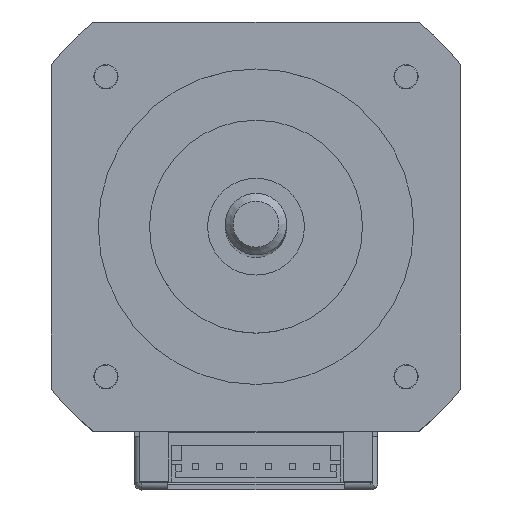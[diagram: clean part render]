
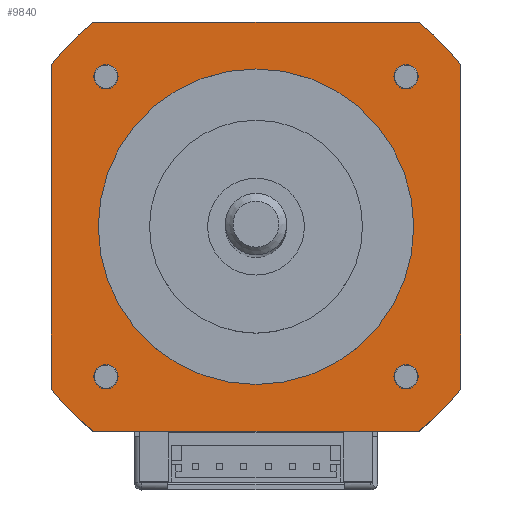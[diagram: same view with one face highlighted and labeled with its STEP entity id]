
A CAD part, top view. The second image highlights one B-rep face of the part: STEP entity #9840.
In plain terms, the highlighted planar face has unit normal (0, 0, 1).
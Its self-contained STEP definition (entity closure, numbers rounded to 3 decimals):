
#9318=CARTESIAN_POINT('',(16.3,0.,16.15));
#9319=VERTEX_POINT('',#9318);
#9320=CARTESIAN_POINT('',(0.,0.0,16.15));
#9321=DIRECTION('',(0.0,0.0,-1.0));
#9322=DIRECTION('',(-1.0,0.0,0.0));
#9323=AXIS2_PLACEMENT_3D('',#9320,#9321,#9322);
#9324=CIRCLE('',#9323,16.3);
#9325=EDGE_CURVE('',#9319,#9319,#9324,.T.);
#9494=CARTESIAN_POINT('',(21.15,16.783,16.15));
#9495=VERTEX_POINT('',#9494);
#9502=CARTESIAN_POINT('',(21.15,-16.783,16.15));
#9503=VERTEX_POINT('',#9502);
#9504=CARTESIAN_POINT('',(21.15,-16.783,16.15));
#9505=DIRECTION('',(0.0,1.0,0.0));
#9506=VECTOR('',#9505,33.567);
#9507=LINE('',#9504,#9506);
#9508=EDGE_CURVE('',#9503,#9495,#9507,.T.);
#9543=CARTESIAN_POINT('',(-16.783,21.15,16.15));
#9544=VERTEX_POINT('',#9543);
#9551=CARTESIAN_POINT('',(16.783,21.15,16.15));
#9552=VERTEX_POINT('',#9551);
#9553=CARTESIAN_POINT('',(16.783,21.15,16.15));
#9554=DIRECTION('',(-1.0,0.0,0.0));
#9555=VECTOR('',#9554,33.567);
#9556=LINE('',#9553,#9555);
#9557=EDGE_CURVE('',#9552,#9544,#9556,.T.);
#9656=CARTESIAN_POINT('',(-21.15,-16.783,16.15));
#9657=VERTEX_POINT('',#9656);
#9658=CARTESIAN_POINT('',(-16.783,-21.15,16.15));
#9659=VERTEX_POINT('',#9658);
#9660=CARTESIAN_POINT('',(0.,0.0,16.15));
#9661=DIRECTION('',(0.0,0.0,1.0));
#9662=DIRECTION('',(0.622,0.783,0.0));
#9663=AXIS2_PLACEMENT_3D('',#9660,#9661,#9662);
#9664=CIRCLE('',#9663,27.0);
#9665=EDGE_CURVE('',#9657,#9659,#9664,.T.);
#9716=CARTESIAN_POINT('',(-21.15,16.783,16.15));
#9717=VERTEX_POINT('',#9716);
#9718=CARTESIAN_POINT('',(-21.15,16.783,16.15));
#9719=DIRECTION('',(0.0,-1.0,0.0));
#9720=VECTOR('',#9719,33.567);
#9721=LINE('',#9718,#9720);
#9722=EDGE_CURVE('',#9717,#9657,#9721,.T.);
#9741=CARTESIAN_POINT('',(16.783,-21.15,16.15));
#9742=VERTEX_POINT('',#9741);
#9743=CARTESIAN_POINT('',(0.,0.0,16.15));
#9744=DIRECTION('',(0.0,0.0,1.0));
#9745=DIRECTION('',(-0.622,0.783,0.0));
#9746=AXIS2_PLACEMENT_3D('',#9743,#9744,#9745);
#9747=CIRCLE('',#9746,27.);
#9748=EDGE_CURVE('',#9742,#9503,#9747,.T.);
#9761=CARTESIAN_POINT('',(0.,0.,16.15));
#9762=DIRECTION('',(0.0,0.0,1.0));
#9763=DIRECTION('',(1.0,0.0,0.0));
#9764=AXIS2_PLACEMENT_3D('',#9761,#9762,#9763);
#9765=PLANE('',#9764);
#9766=ORIENTED_EDGE('',*,*,#9665,.T.);
#9767=CARTESIAN_POINT('',(-16.783,-21.15,16.15));
#9768=DIRECTION('',(1.0,0.0,0.0));
#9769=VECTOR('',#9768,33.567);
#9770=LINE('',#9767,#9769);
#9771=EDGE_CURVE('',#9659,#9742,#9770,.T.);
#9772=ORIENTED_EDGE('',*,*,#9771,.T.);
#9773=ORIENTED_EDGE('',*,*,#9748,.T.);
#9774=ORIENTED_EDGE('',*,*,#9508,.T.);
#9775=CARTESIAN_POINT('',(0.,0.0,16.15));
#9776=DIRECTION('',(0.0,0.0,1.0));
#9777=DIRECTION('',(-0.622,-0.783,0.0));
#9778=AXIS2_PLACEMENT_3D('',#9775,#9776,#9777);
#9779=CIRCLE('',#9778,27.0);
#9780=EDGE_CURVE('',#9495,#9552,#9779,.T.);
#9781=ORIENTED_EDGE('',*,*,#9780,.T.);
#9782=ORIENTED_EDGE('',*,*,#9557,.T.);
#9783=CARTESIAN_POINT('',(0.,0.0,16.15));
#9784=DIRECTION('',(0.0,0.0,1.0));
#9785=DIRECTION('',(0.622,-0.783,0.0));
#9786=AXIS2_PLACEMENT_3D('',#9783,#9784,#9785);
#9787=CIRCLE('',#9786,27.);
#9788=EDGE_CURVE('',#9544,#9717,#9787,.T.);
#9789=ORIENTED_EDGE('',*,*,#9788,.T.);
#9790=ORIENTED_EDGE('',*,*,#9722,.T.);
#9791=EDGE_LOOP('',(#9766,#9772,#9773,#9774,#9781,#9782,#9789,#9790));
#9792=FACE_OUTER_BOUND('',#9791,.T.);
#9793=ORIENTED_EDGE('',*,*,#9325,.T.);
#9794=EDGE_LOOP('',(#9793));
#9795=FACE_BOUND('',#9794,.T.);
#9796=CARTESIAN_POINT('',(16.75,-15.5,16.15));
#9797=VERTEX_POINT('',#9796);
#9798=CARTESIAN_POINT('',(15.5,-15.5,16.15));
#9799=DIRECTION('',(0.0,0.0,-1.0));
#9800=DIRECTION('',(1.0,0.0,0.0));
#9801=AXIS2_PLACEMENT_3D('',#9798,#9799,#9800);
#9802=CIRCLE('',#9801,1.25);
#9803=EDGE_CURVE('',#9797,#9797,#9802,.T.);
#9804=ORIENTED_EDGE('',*,*,#9803,.T.);
#9805=EDGE_LOOP('',(#9804));
#9806=FACE_BOUND('',#9805,.T.);
#9807=CARTESIAN_POINT('',(16.75,15.5,16.15));
#9808=VERTEX_POINT('',#9807);
#9809=CARTESIAN_POINT('',(15.5,15.5,16.15));
#9810=DIRECTION('',(0.0,0.0,-1.0));
#9811=DIRECTION('',(1.0,0.0,0.0));
#9812=AXIS2_PLACEMENT_3D('',#9809,#9810,#9811);
#9813=CIRCLE('',#9812,1.25);
#9814=EDGE_CURVE('',#9808,#9808,#9813,.T.);
#9815=ORIENTED_EDGE('',*,*,#9814,.T.);
#9816=EDGE_LOOP('',(#9815));
#9817=FACE_BOUND('',#9816,.T.);
#9818=CARTESIAN_POINT('',(-14.25,15.5,16.15));
#9819=VERTEX_POINT('',#9818);
#9820=CARTESIAN_POINT('',(-15.5,15.5,16.15));
#9821=DIRECTION('',(0.0,0.0,-1.0));
#9822=DIRECTION('',(1.0,0.0,0.0));
#9823=AXIS2_PLACEMENT_3D('',#9820,#9821,#9822);
#9824=CIRCLE('',#9823,1.25);
#9825=EDGE_CURVE('',#9819,#9819,#9824,.T.);
#9826=ORIENTED_EDGE('',*,*,#9825,.T.);
#9827=EDGE_LOOP('',(#9826));
#9828=FACE_BOUND('',#9827,.T.);
#9829=CARTESIAN_POINT('',(-14.25,-15.5,16.15));
#9830=VERTEX_POINT('',#9829);
#9831=CARTESIAN_POINT('',(-15.5,-15.5,16.15));
#9832=DIRECTION('',(0.0,0.0,-1.0));
#9833=DIRECTION('',(1.0,0.0,0.0));
#9834=AXIS2_PLACEMENT_3D('',#9831,#9832,#9833);
#9835=CIRCLE('',#9834,1.25);
#9836=EDGE_CURVE('',#9830,#9830,#9835,.T.);
#9837=ORIENTED_EDGE('',*,*,#9836,.T.);
#9838=EDGE_LOOP('',(#9837));
#9839=FACE_BOUND('',#9838,.T.);
#9840=ADVANCED_FACE('',(#9792,#9795,#9806,#9817,#9828,#9839),#9765,.T.);
